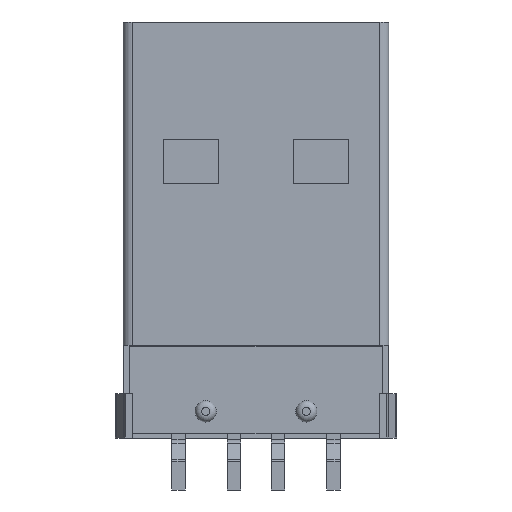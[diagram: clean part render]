
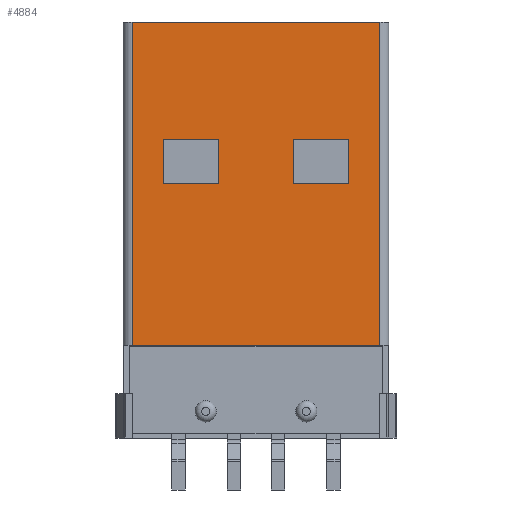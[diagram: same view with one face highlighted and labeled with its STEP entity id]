
A CAD part, front view. The second image highlights one B-rep face of the part: STEP entity #4884.
In plain terms, the highlighted planar face has unit normal (0, -1, 0).
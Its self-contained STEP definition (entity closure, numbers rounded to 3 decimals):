
#1184=ORIENTED_EDGE('',*,*,#2084,.F.);
#1185=ORIENTED_EDGE('',*,*,#2085,.T.);
#1186=ORIENTED_EDGE('',*,*,#2086,.T.);
#1187=ORIENTED_EDGE('',*,*,#2087,.F.);
#1188=ORIENTED_EDGE('',*,*,#2088,.F.);
#1189=ORIENTED_EDGE('',*,*,#2089,.T.);
#1190=ORIENTED_EDGE('',*,*,#2090,.T.);
#1191=ORIENTED_EDGE('',*,*,#2091,.F.);
#1192=ORIENTED_EDGE('',*,*,#2092,.T.);
#1193=ORIENTED_EDGE('',*,*,#2093,.F.);
#1194=ORIENTED_EDGE('',*,*,#2094,.F.);
#1195=ORIENTED_EDGE('',*,*,#2082,.T.);
#2082=EDGE_CURVE('',#2618,#2617,#3214,.T.);
#2084=EDGE_CURVE('',#2619,#2620,#3215,.T.);
#2085=EDGE_CURVE('',#2619,#2621,#3216,.T.);
#2086=EDGE_CURVE('',#2621,#2622,#3217,.T.);
#2087=EDGE_CURVE('',#2620,#2622,#3218,.T.);
#2088=EDGE_CURVE('',#2623,#2624,#3219,.T.);
#2089=EDGE_CURVE('',#2623,#2625,#3220,.T.);
#2090=EDGE_CURVE('',#2625,#2626,#3221,.T.);
#2091=EDGE_CURVE('',#2624,#2626,#3222,.T.);
#2092=EDGE_CURVE('',#2617,#2627,#3223,.T.);
#2093=EDGE_CURVE('',#2628,#2627,#3224,.T.);
#2094=EDGE_CURVE('',#2618,#2628,#3225,.T.);
#2617=VERTEX_POINT('',#7626);
#2618=VERTEX_POINT('',#7628);
#2619=VERTEX_POINT('',#7632);
#2620=VERTEX_POINT('',#7633);
#2621=VERTEX_POINT('',#7635);
#2622=VERTEX_POINT('',#7637);
#2623=VERTEX_POINT('',#7640);
#2624=VERTEX_POINT('',#7641);
#2625=VERTEX_POINT('',#7643);
#2626=VERTEX_POINT('',#7645);
#2627=VERTEX_POINT('',#7648);
#2628=VERTEX_POINT('',#7650);
#3214=LINE('',#7627,#3829);
#3215=LINE('',#7631,#3830);
#3216=LINE('',#7634,#3831);
#3217=LINE('',#7636,#3832);
#3218=LINE('',#7638,#3833);
#3219=LINE('',#7639,#3834);
#3220=LINE('',#7642,#3835);
#3221=LINE('',#7644,#3836);
#3222=LINE('',#7646,#3837);
#3223=LINE('',#7647,#3838);
#3224=LINE('',#7649,#3839);
#3225=LINE('',#7651,#3840);
#3829=VECTOR('',#6222,1000.);
#3830=VECTOR('',#6227,1000.);
#3831=VECTOR('',#6228,1000.);
#3832=VECTOR('',#6229,1000.);
#3833=VECTOR('',#6230,1000.);
#3834=VECTOR('',#6231,1000.);
#3835=VECTOR('',#6232,1000.);
#3836=VECTOR('',#6233,1000.);
#3837=VECTOR('',#6234,1000.);
#3838=VECTOR('',#6235,1000.);
#3839=VECTOR('',#6236,1000.);
#3840=VECTOR('',#6237,1000.);
#4158=EDGE_LOOP('',(#1184,#1185,#1186,#1187));
#4159=EDGE_LOOP('',(#1188,#1189,#1190,#1191));
#4160=EDGE_LOOP('',(#1192,#1193,#1194,#1195));
#4429=FACE_BOUND('',#4158,.T.);
#4430=FACE_BOUND('',#4159,.T.);
#4431=FACE_BOUND('',#4160,.T.);
#4667=PLANE('',#5205);
#4884=ADVANCED_FACE('',(#4429,#4430,#4431),#4667,.F.);
#5205=AXIS2_PLACEMENT_3D('',#7630,#6225,#6226);
#6222=DIRECTION('',(0.,0.,-1.));
#6225=DIRECTION('',(0.,1.,0.));
#6226=DIRECTION('',(0.,0.,1.));
#6227=DIRECTION('',(-1.,0.,0.));
#6228=DIRECTION('',(0.,0.,-1.));
#6229=DIRECTION('',(-1.,0.,0.));
#6230=DIRECTION('',(0.,0.,-1.));
#6231=DIRECTION('',(-1.,0.,0.));
#6232=DIRECTION('',(0.,0.,-1.));
#6233=DIRECTION('',(-1.,0.,0.));
#6234=DIRECTION('',(0.,0.,-1.));
#6235=DIRECTION('',(1.,0.,0.));
#6236=DIRECTION('',(0.,0.,-1.));
#6237=DIRECTION('',(1.,0.,0.));
#7626=CARTESIAN_POINT('',(-5.6,0.,-5.3));
#7627=CARTESIAN_POINT('',(-5.6,0.,9.3));
#7628=CARTESIAN_POINT('',(-5.6,0.,9.3));
#7630=CARTESIAN_POINT('',(-5.6,0.,9.3));
#7631=CARTESIAN_POINT('',(4.2,0.,4.));
#7632=CARTESIAN_POINT('',(4.2,0.,4.));
#7633=CARTESIAN_POINT('',(1.7,0.,4.));
#7634=CARTESIAN_POINT('',(4.2,0.,4.));
#7635=CARTESIAN_POINT('',(4.2,0.,2.));
#7636=CARTESIAN_POINT('',(4.2,0.,2.));
#7637=CARTESIAN_POINT('',(1.7,0.,2.));
#7638=CARTESIAN_POINT('',(1.7,0.,4.));
#7639=CARTESIAN_POINT('',(-1.7,0.,4.));
#7640=CARTESIAN_POINT('',(-1.7,0.,4.));
#7641=CARTESIAN_POINT('',(-4.2,0.,4.));
#7642=CARTESIAN_POINT('',(-1.7,0.,4.));
#7643=CARTESIAN_POINT('',(-1.7,0.,2.));
#7644=CARTESIAN_POINT('',(-1.7,0.,2.));
#7645=CARTESIAN_POINT('',(-4.2,0.,2.));
#7646=CARTESIAN_POINT('',(-4.2,0.,4.));
#7647=CARTESIAN_POINT('',(-5.6,0.,-5.3));
#7648=CARTESIAN_POINT('',(5.6,0.,-5.3));
#7649=CARTESIAN_POINT('',(5.6,0.,9.3));
#7650=CARTESIAN_POINT('',(5.6,0.,9.3));
#7651=CARTESIAN_POINT('',(-5.6,0.,9.3));
